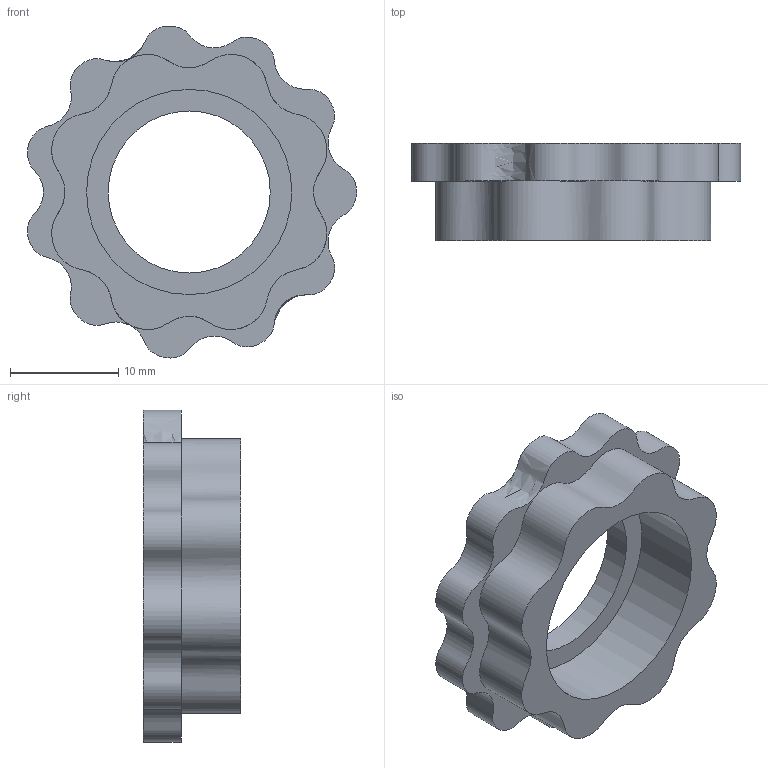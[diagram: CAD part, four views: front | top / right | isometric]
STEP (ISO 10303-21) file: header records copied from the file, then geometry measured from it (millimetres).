
FILE_DESCRIPTION(/* description */ (''),/* implementation_level */ '2;1');
FILE_NAME(/* name */ 'disk_lite_V2.stp',/* time_stamp */ '2021-10-28T09:45:51+02:00',/* author */ ('Teo'),/* organization */ (''),/* preprocessor_version */ 'ST-DEVELOPER v18.1',/* originating_system */ 'Autodesk Inventor 2022',/* authorisation */ '');
FILE_SCHEMA (('AUTOMOTIVE_DESIGN { 1 0 10303 214 3 1 1 }'));
Length unit declared in the file: millimetre
Products named in the file (1): disk_lite_V2
Bounding box: 30.47 x 9 x 30.73 mm (x, y, z)
Volume: 1834.6 mm3; surface area: 2061.6 mm2
Topology: 1 solids, 1 shells, 8 faces, 12 edges, 8 vertices
Faces by surface type: plane 4, bspline 2, cylinder 2
Full cylindrical faces by diameter (mm): 15 x1, 19 x1
Entity records: 2227 total; most frequent: CARTESIAN_POINT 2035, DIRECTION 26, ORIENTED_EDGE 24, EDGE_LOOP 12, EDGE_CURVE 12, AXIS2_PLACEMENT_3D 11, FACE_OUTER_BOUND 8, VERTEX_POINT 8
